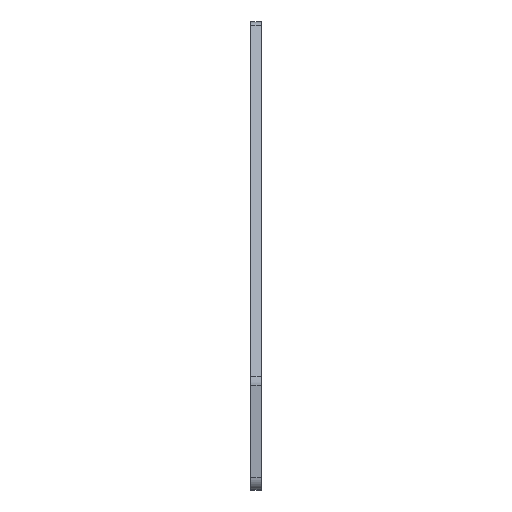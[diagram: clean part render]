
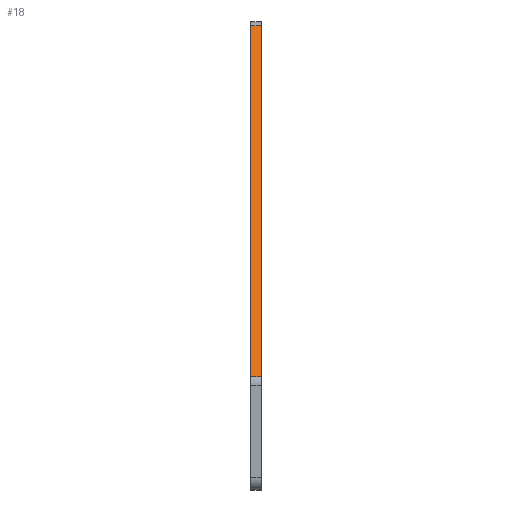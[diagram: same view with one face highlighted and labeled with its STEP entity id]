
A CAD part, left-side view. The second image highlights one B-rep face of the part: STEP entity #18.
In plain terms, the highlighted planar face has unit normal (-0.707, 0, 0.707).
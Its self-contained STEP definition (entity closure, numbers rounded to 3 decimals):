
#2 = ORIENTED_EDGE ( 'NONE', *, *, #2001, .F. ) ;
#18 = ADVANCED_FACE ( 'NONE', ( #938 ), #1929, .T. ) ;
#91 = VECTOR ( 'NONE', #217, 1000. ) ;
#108 = EDGE_CURVE ( 'NONE', #651, #508, #386, .T. ) ;
#141 = DIRECTION ( 'NONE',  ( -0.707, 0., 0.707 ) ) ;
#160 = AXIS2_PLACEMENT_3D ( 'NONE', #954, #141, #918 ) ;
#206 = EDGE_LOOP ( 'NONE', ( #1189, #1417, #460, #2 ) ) ;
#217 = DIRECTION ( 'NONE',  ( 0., 1., 0. ) ) ;
#229 = VECTOR ( 'NONE', #1661, 1000. ) ;
#302 = CARTESIAN_POINT ( 'NONE',  ( -14.172, 0., 103. ) ) ;
#386 = LINE ( 'NONE', #741, #1503 ) ;
#460 = ORIENTED_EDGE ( 'NONE', *, *, #814, .F. ) ;
#508 = VERTEX_POINT ( 'NONE', #1377 ) ;
#651 = VERTEX_POINT ( 'NONE', #1822 ) ;
#740 = VECTOR ( 'NONE', #1712, 1000. ) ;
#741 = CARTESIAN_POINT ( 'NONE',  ( -14.172, 2.5, 103. ) ) ;
#814 = EDGE_CURVE ( 'NONE', #2038, #1887, #2119, .T. ) ;
#918 = DIRECTION ( 'NONE',  ( -0.707, 0., -0.707 ) ) ;
#938 = FACE_OUTER_BOUND ( 'NONE', #206, .T. ) ;
#954 = CARTESIAN_POINT ( 'NONE',  ( -14.172, 0., 103. ) ) ;
#1189 = ORIENTED_EDGE ( 'NONE', *, *, #108, .T. ) ;
#1195 = CARTESIAN_POINT ( 'NONE',  ( -102.121, 0., 15.05 ) ) ;
#1377 = CARTESIAN_POINT ( 'NONE',  ( -102.121, 2.5, 15.05 ) ) ;
#1399 = DIRECTION ( 'NONE',  ( -0.707, 0., -0.707 ) ) ;
#1405 = EDGE_CURVE ( 'NONE', #1887, #508, #1544, .T. ) ;
#1417 = ORIENTED_EDGE ( 'NONE', *, *, #1405, .F. ) ;
#1503 = VECTOR ( 'NONE', #1399, 1000. ) ;
#1508 = LINE ( 'NONE', #1539, #740 ) ;
#1539 = CARTESIAN_POINT ( 'NONE',  ( -15.05, 0., 102.121 ) ) ;
#1544 = LINE ( 'NONE', #2066, #91 ) ;
#1661 = DIRECTION ( 'NONE',  ( -0.707, 0., -0.707 ) ) ;
#1712 = DIRECTION ( 'NONE',  ( 0., -1., 0. ) ) ;
#1725 = CARTESIAN_POINT ( 'NONE',  ( -15.05, 0., 102.121 ) ) ;
#1822 = CARTESIAN_POINT ( 'NONE',  ( -15.05, 2.5, 102.121 ) ) ;
#1887 = VERTEX_POINT ( 'NONE', #1195 ) ;
#1929 = PLANE ( 'NONE',  #160 ) ;
#2001 = EDGE_CURVE ( 'NONE', #651, #2038, #1508, .T. ) ;
#2038 = VERTEX_POINT ( 'NONE', #1725 ) ;
#2066 = CARTESIAN_POINT ( 'NONE',  ( -102.121, 0., 15.05 ) ) ;
#2119 = LINE ( 'NONE', #302, #229 ) ;
